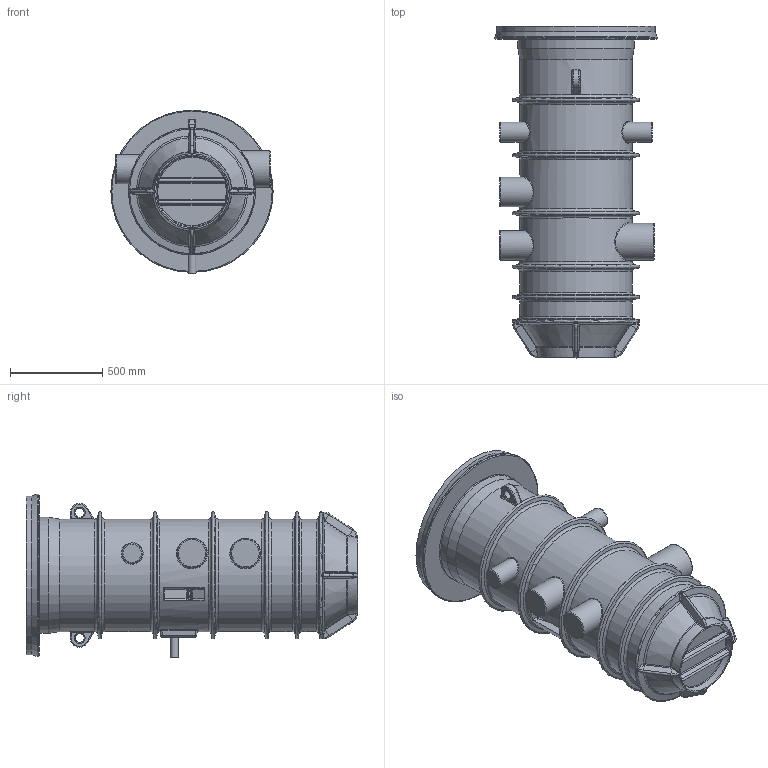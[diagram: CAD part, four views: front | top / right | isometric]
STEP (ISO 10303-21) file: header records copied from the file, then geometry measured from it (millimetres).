
FILE_DESCRIPTION(/* description */ (''),/* implementation_level */ '2;1');
FILE_NAME(/* name */ '2543046c3d001_02.stp',/* time_stamp */ '2023-08-28T10:39:52+02:00',/* author */ (''),/* organization */ ('WILO SE'),/* preprocessor_version */ 'ST-DEVELOPER v16.7',/* originating_system */ 'SIEMENS PLM Software NX 12.0',/* authorisation */ '');
FILE_SCHEMA (('AUTOMOTIVE_DESIGN { 1 0 10303 214 3 1 1 1 }'));
Products named in the file (1): Hild087011143czg
Bounding box: 880 x 1799.98 x 887.24 mm (x, y, z)
Volume: 43503070.1 mm3; surface area: 10972432.8 mm2
Topology: 42 solids, 44 shells, 2532 faces, 6258 edges, 3845 vertices
Faces by surface type: plane 982, bspline 645, cylinder 494, cone 223, torus 124, sphere 60, revolution 4
Full cylindrical faces by diameter (mm): 5 x2, 6.2 x2, 8.376 x4, 8.4 x3, 9 x2, 10 x3, 10.5 x3, 11 x2, 13.835 x4, 16 x4, 17 x8, 20 x3, 22 x1, 22.5 x4, 24 x2, 26 x1, 30 x11, 30.291 x1, 32 x1, 36 x3, 36.4 x1, 38.952 x2, 41.91 x2, 42.1 x1, 42.2 x2, 42.4 x2, 47.8 x1, 48 x2, 50 x4, 51 x1
Entity records: 94751 total; most frequent: CARTESIAN_POINT 40722, ORIENTED_EDGE 11654, DIRECTION 9547, EDGE_CURVE 5827, VERTEX_POINT 3754, AXIS2_PLACEMENT_3D 3621, EDGE_LOOP 2977, ADVANCED_FACE 2531
